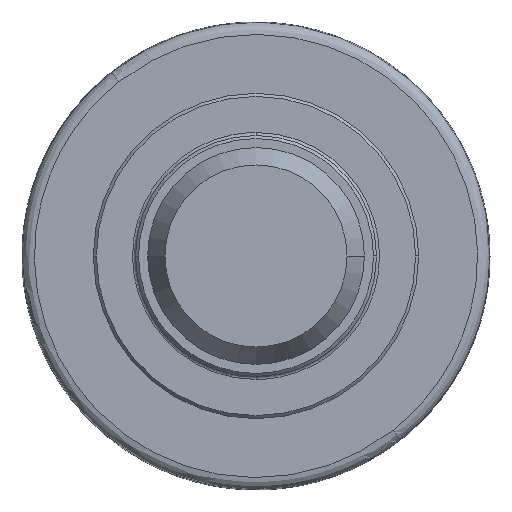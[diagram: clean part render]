
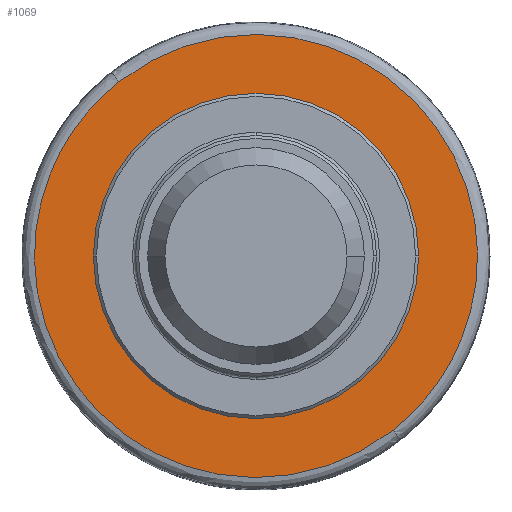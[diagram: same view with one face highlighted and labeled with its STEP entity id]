
A CAD part, left-side view. The second image highlights one B-rep face of the part: STEP entity #1069.
In plain terms, the highlighted planar face has unit normal (-1, 0, 0).
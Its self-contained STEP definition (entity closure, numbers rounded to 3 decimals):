
#21 = VERTEX_POINT ( 'NONE', #95 ) ;
#27 = VERTEX_POINT ( 'NONE', #101 ) ;
#78 = VERTEX_POINT ( 'NONE', #152 ) ;
#82 = VERTEX_POINT ( 'NONE', #156 ) ;
#95 = CARTESIAN_POINT ( 'NONE',  ( 20.5, 0., 23. ) ) ;
#101 = CARTESIAN_POINT ( 'NONE',  ( 20.5, 0., -23. ) ) ;
#152 = CARTESIAN_POINT ( 'NONE',  ( 20.5, -22.76, -28.899 ) ) ;
#156 = CARTESIAN_POINT ( 'NONE',  ( 20.5, 22.76, 28.899 ) ) ;
#161 = CARTESIAN_POINT ( 'NONE',  ( 20.5, 0., 0. ) ) ;
#162 = DIRECTION ( 'NONE',  ( 1., 0., 0. ) ) ;
#163 = DIRECTION ( 'NONE',  ( 0., 1., 0. ) ) ;
#371 = EDGE_CURVE ( 'NONE', #27, #21, #800, .T. ) ;
#382 = EDGE_CURVE ( 'NONE', #82, #78, #996, .T. ) ;
#482 = EDGE_CURVE ( 'NONE', #21, #27, #2126, .T. ) ;
#492 = EDGE_LOOP ( 'NONE', ( #772, #773 ) ) ;
#500 = EDGE_LOOP ( 'NONE', ( #774, #775 ) ) ;
#772 = ORIENTED_EDGE ( 'NONE', *, *, #371, .T. ) ;
#773 = ORIENTED_EDGE ( 'NONE', *, *, #482, .T. ) ;
#774 = ORIENTED_EDGE ( 'NONE', *, *, #922, .F. ) ;
#775 = ORIENTED_EDGE ( 'NONE', *, *, #382, .F. ) ;
#800 = CIRCLE ( 'NONE', #931, 23. ) ;
#922 = EDGE_CURVE ( 'NONE', #78, #82, #997, .T. ) ;
#931 = AXIS2_PLACEMENT_3D ( 'NONE', #161, #162, #163 ) ;
#996 =( BOUNDED_CURVE ( )  B_SPLINE_CURVE ( 3, ( #1093, #1097, #1098, #1099 ),
 .UNSPECIFIED., .F., .T. ) 
 B_SPLINE_CURVE_WITH_KNOTS ( ( 4, 4 ),
 ( 0.25, 0.75 ),
 .UNSPECIFIED. ) 
 CURVE ( )  GEOMETRIC_REPRESENTATION_ITEM ( )  RATIONAL_B_SPLINE_CURVE ( ( 1., 0.333, 0.333, 1. ) ) 
 REPRESENTATION_ITEM ( '' )  );
#997 =( BOUNDED_CURVE ( )  B_SPLINE_CURVE ( 3, ( #1544, #1550, #1552, #1553 ),
 .UNSPECIFIED., .F., .F. ) 
 B_SPLINE_CURVE_WITH_KNOTS ( ( 4, 4 ),
 ( 0.75, 1.25 ),
 .UNSPECIFIED. ) 
 CURVE ( )  GEOMETRIC_REPRESENTATION_ITEM ( )  RATIONAL_B_SPLINE_CURVE ( ( 1., 0.333, 0.333, 1. ) ) 
 REPRESENTATION_ITEM ( '' )  );
#1069 = ADVANCED_FACE ( 'NONE', ( #2309, #2304 ), #2048, .T. ) ;
#1093 = CARTESIAN_POINT ( 'NONE',  ( 20.5, 22.76, 28.899 ) ) ;
#1097 = CARTESIAN_POINT ( 'NONE',  ( 20.5, -35.037, 74.419 ) ) ;
#1098 = CARTESIAN_POINT ( 'NONE',  ( 20.5, -80.557, 16.622 ) ) ;
#1099 = CARTESIAN_POINT ( 'NONE',  ( 20.5, -22.76, -28.899 ) ) ;
#1529 = CARTESIAN_POINT ( 'NONE',  ( 20.5, 0., 0. ) ) ;
#1536 = DIRECTION ( 'NONE',  ( 1., 0., 0. ) ) ;
#1537 = DIRECTION ( 'NONE',  ( 0., 1., 0. ) ) ;
#1544 = CARTESIAN_POINT ( 'NONE',  ( 20.5, -22.76, -28.899 ) ) ;
#1550 = CARTESIAN_POINT ( 'NONE',  ( 20.5, 35.037, -74.419 ) ) ;
#1552 = CARTESIAN_POINT ( 'NONE',  ( 20.5, 80.557, -16.622 ) ) ;
#1553 = CARTESIAN_POINT ( 'NONE',  ( 20.5, 22.76, 28.899 ) ) ;
#2020 = CARTESIAN_POINT ( 'NONE',  ( 20.5, 26.771, -21.085 ) ) ;
#2048 = PLANE ( 'NONE',  #2447 ) ;
#2049 = DIRECTION ( 'NONE',  ( -1., 0., 0. ) ) ;
#2050 = DIRECTION ( 'NONE',  ( 0., 0., 1. ) ) ;
#2126 = CIRCLE ( 'NONE', #2334, 23. ) ;
#2304 = FACE_OUTER_BOUND ( 'NONE', #500, .T. ) ;
#2309 = FACE_BOUND ( 'NONE', #492, .T. ) ;
#2334 = AXIS2_PLACEMENT_3D ( 'NONE', #1529, #1536, #1537 ) ;
#2447 = AXIS2_PLACEMENT_3D ( 'NONE', #2020, #2049, #2050 ) ;
